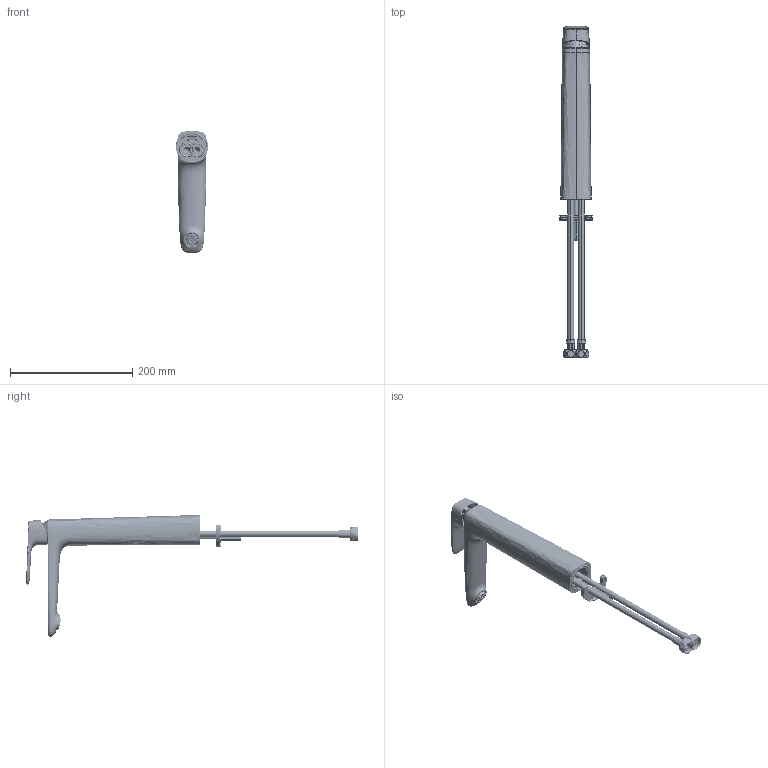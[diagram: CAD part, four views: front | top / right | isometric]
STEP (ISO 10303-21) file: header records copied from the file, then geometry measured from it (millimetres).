
FILE_DESCRIPTION((''),'2;1');
FILE_NAME('SIGNATURE-OHM-VESSEL-MIXER-G_ASM','2018-08-13T',('10114256'),(''),'CREO PARAMETRIC BY PTC INC, 2014440','CREO PARAMETRIC BY PTC INC, 2014440','');
FILE_SCHEMA(('CONFIG_CONTROL_DESIGN'));
Products named in the file (41): FFZZ0021-0023450PL; GROHE-CARTRIDGE-MANIFOLD; 408555031_HEBEL_EHM-_OHM_LEVER_; 10790YR1_GEH_KART-_CARDRIDGE__1; 10784031_DICHT_FORM_SHAPED_S-20; 10784031_DICHT_FORM_SHAPED_S-32; 10783131_DICHTUNG__SHAPED_SEA_1; 10782031_DICHT_FLAC_FLAT_SEAL_1; 03498031_DICHT_RUND_ROUND_SEA_1; A4222384_RING_GLEIT_00965556_1; 09955031_STIFT_POLY_000632793_2; A4222383_HUELSE_SCH_00965554_1; A4222461_SCHIEBER_00971965_1; 10793231_BODEN_BOTTOM_0139330_1; A4222380_SCHIEBER_S_00965547_1; A4222432_SCHEIBE_KE_00970057_1; ORING-25_AF0; 408554040_KARTUSCHE_CARTRIDGE_1_ASM; 1585006999-PCA-AERATOR; FF1-CN521N0005499B; 1580727050_C1; SIGNATURE_SH_BASIN-MIXER_HANDLE; 15809701PA; 1591724099; 158A911942; 158A923271; 1580660999; FIXED_ASM; A4227512_NIPPEL_NIPPLE_01390237; A4228106_SCHLAUCH_HOSE_01418600; 03875031_DICHTUNG__ROUND_SEAL_0; 1582004799-5; 1582004799-6; 1582004799-3; 401080040_SCHLAUCH_A_CONNECTION_ASM; O-RING_AF2; O-RING_AF3; 400651031_BEFESTIGUN_FASTENING_; A917376; FF1-CN521G00000361 ...
Assembly tree (42 placements, depth 3):
  SIGNATURE-OHM-VESSEL-MIXER-G_ASM
    FFZZ0021-0023450PL
    GROHE-CARTRIDGE-MANIFOLD
    408554040_KARTUSCHE_CARTRIDGE_1_ASM
      408555031_HEBEL_EHM-_OHM_LEVER_  x2
      10790YR1_GEH_KART-_CARDRIDGE__1
      10784031_DICHT_FORM_SHAPED_S-20
      10784031_DICHT_FORM_SHAPED_S-32
      10783131_DICHTUNG__SHAPED_SEA_1
      10782031_DICHT_FLAC_FLAT_SEAL_1
      03498031_DICHT_RUND_ROUND_SEA_1
      A4222384_RING_GLEIT_00965556_1
      09955031_STIFT_POLY_000632793_2
      A4222383_HUELSE_SCH_00965554_1
      A4222461_SCHIEBER_00971965_1
      10793231_BODEN_BOTTOM_0139330_1
      A4222380_SCHIEBER_S_00965547_1
      A4222432_SCHEIBE_KE_00970057_1
      ORING-25_AF0
    1585006999-PCA-AERATOR
    FF1-CN521N0005499B
    1580727050_C1
    SIGNATURE_SH_BASIN-MIXER_HANDLE
    15809701PA
    FIXED_ASM
      1591724099
      158A911942
      158A923271
      1580660999
    401080040_SCHLAUCH_A_CONNECTION_ASM  x2
      A4227512_NIPPEL_NIPPLE_01390237
      A4228106_SCHLAUCH_HOSE_01418600
      03875031_DICHTUNG__ROUND_SEAL_0
      1582004799-5
      1582004799-6
      1582004799-3
    O-RING_AF2
    O-RING_AF3
    400651031_BEFESTIGUN_FASTENING_
    A917376
    FF1-CN521G00000361
Bounding box: 52.99 x 542.9 x 199.85 mm (x, y, z)
Volume: 309515.6 mm3; surface area: 245726 mm2
Topology: 44 solids, 44 shells, 5666 faces, 15056 edges, 9424 vertices
Faces by surface type: plane 2059, cylinder 1677, torus 819, bspline 730, cone 290, sphere 86, revolution 5
Entity records: 257421 total; most frequent: CARTESIAN_POINT 133643, ORIENTED_EDGE 26992, DIRECTION 24409, EDGE_CURVE 13496, AXIS2_PLACEMENT_3D 9011, VERTEX_POINT 8520, VECTOR 6382, LINE 6382
